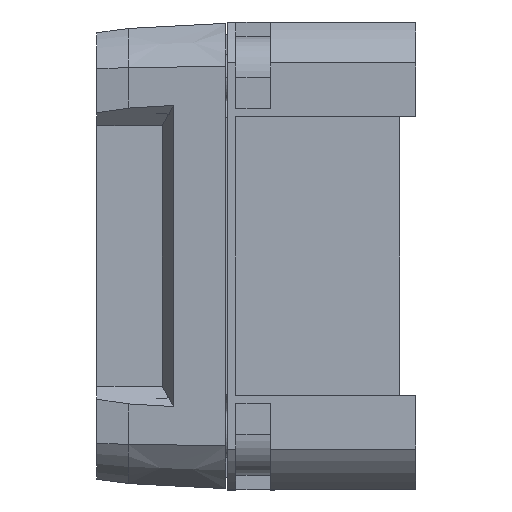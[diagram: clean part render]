
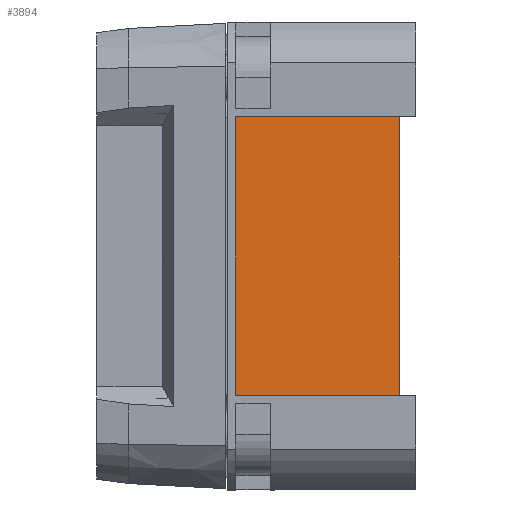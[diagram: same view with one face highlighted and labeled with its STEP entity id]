
A CAD part, left-side view. The second image highlights one B-rep face of the part: STEP entity #3894.
In plain terms, the highlighted planar face has unit normal (-1, 0, 0).
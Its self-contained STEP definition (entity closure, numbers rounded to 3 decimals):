
#792 = DIRECTION ( 'NONE',  ( 0., -1., 0. ) ) ;
#1259 = CARTESIAN_POINT ( 'NONE',  ( -55.441, 0., -34. ) ) ;
#2516 = LINE ( 'NONE', #19698, #27502 ) ;
#2771 = DIRECTION ( 'NONE',  ( 0., 1., 0. ) ) ;
#3798 = VERTEX_POINT ( 'NONE', #29798 ) ;
#3894 = ADVANCED_FACE ( 'NONE', ( #19437 ), #20493, .F. ) ;
#4113 = EDGE_LOOP ( 'NONE', ( #7933, #17945, #24133, #16489 ) ) ;
#4269 = CARTESIAN_POINT ( 'NONE',  ( -55.441, 40., 34. ) ) ;
#5612 = CARTESIAN_POINT ( 'NONE',  ( -55.441, 40., 34. ) ) ;
#5702 = LINE ( 'NONE', #4269, #30655 ) ;
#6114 = DIRECTION ( 'NONE',  ( 1., 0., 0. ) ) ;
#7933 = ORIENTED_EDGE ( 'NONE', *, *, #18682, .F. ) ;
#12149 = LINE ( 'NONE', #27071, #24258 ) ;
#14524 = VECTOR ( 'NONE', #792, 1000. ) ;
#15273 = LINE ( 'NONE', #5612, #14524 ) ;
#15652 = CARTESIAN_POINT ( 'NONE',  ( -55.441, 0., 0. ) ) ;
#16423 = CARTESIAN_POINT ( 'NONE',  ( -55.441, 40., -34. ) ) ;
#16489 = ORIENTED_EDGE ( 'NONE', *, *, #24832, .F. ) ;
#17695 = EDGE_CURVE ( 'NONE', #23901, #3798, #15273, .T. ) ;
#17945 = ORIENTED_EDGE ( 'NONE', *, *, #17695, .F. ) ;
#18682 = EDGE_CURVE ( 'NONE', #3798, #25102, #12149, .T. ) ;
#19437 = FACE_OUTER_BOUND ( 'NONE', #4113, .T. ) ;
#19698 = CARTESIAN_POINT ( 'NONE',  ( -55.441, 40., -34. ) ) ;
#19801 = AXIS2_PLACEMENT_3D ( 'NONE', #15652, #6114, #23023 ) ;
#20493 = PLANE ( 'NONE',  #19801 ) ;
#23023 = DIRECTION ( 'NONE',  ( 0., 0., -1. ) ) ;
#23592 = DIRECTION ( 'NONE',  ( 0., 0., 1. ) ) ;
#23901 = VERTEX_POINT ( 'NONE', #29584 ) ;
#24133 = ORIENTED_EDGE ( 'NONE', *, *, #29059, .F. ) ;
#24258 = VECTOR ( 'NONE', #29482, 1000. ) ;
#24832 = EDGE_CURVE ( 'NONE', #25102, #25238, #2516, .T. ) ;
#25102 = VERTEX_POINT ( 'NONE', #1259 ) ;
#25238 = VERTEX_POINT ( 'NONE', #16423 ) ;
#27071 = CARTESIAN_POINT ( 'NONE',  ( -55.441, 0., 34. ) ) ;
#27502 = VECTOR ( 'NONE', #2771, 1000. ) ;
#29059 = EDGE_CURVE ( 'NONE', #25238, #23901, #5702, .T. ) ;
#29482 = DIRECTION ( 'NONE',  ( 0., 0., -1. ) ) ;
#29584 = CARTESIAN_POINT ( 'NONE',  ( -55.441, 40., 34. ) ) ;
#29798 = CARTESIAN_POINT ( 'NONE',  ( -55.441, 0., 34. ) ) ;
#30655 = VECTOR ( 'NONE', #23592, 1000. ) ;
